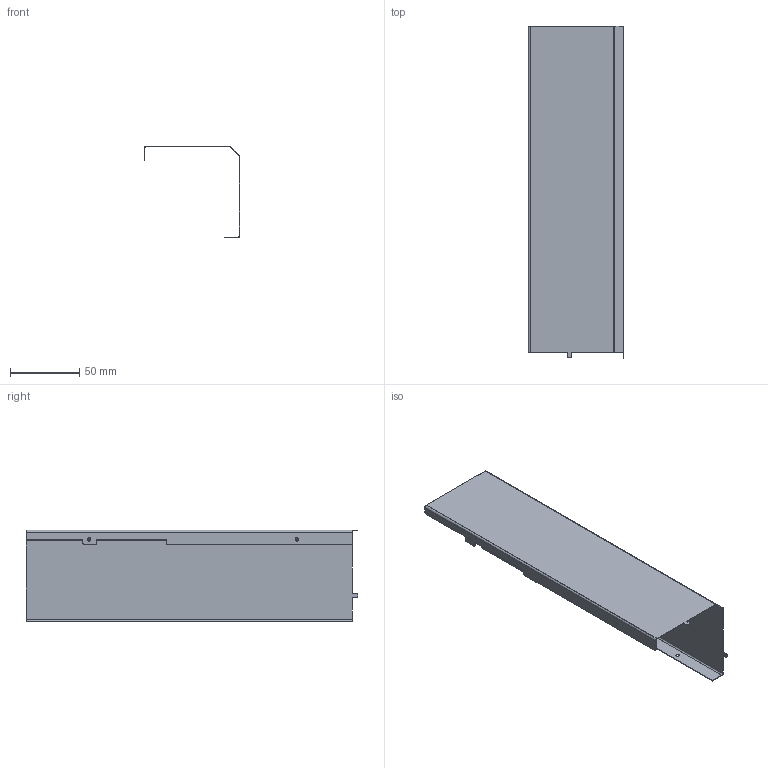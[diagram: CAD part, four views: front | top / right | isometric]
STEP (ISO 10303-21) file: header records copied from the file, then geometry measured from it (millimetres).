
FILE_DESCRIPTION(/* description */ (''),/* implementation_level */ '2;1');
FILE_NAME(/* name */ '2edc7374-c35b-47a0-8455-f7fadb0800a5.stp',/* time_stamp */ '2017-12-21T12:54:44+00:00',/* author */ (''),/* organization */ (''),/* preprocessor_version */ 'ST-DEVELOPER v16.13',/* originating_system */ 'Autodesk Translation Framework v6.5.0.72',/* authorisation */ '');
FILE_SCHEMA (('AUTOMOTIVE_DESIGN { 1 0 10303 214 3 1 1 }'));
Length unit declared in the file: millimetre
Products named in the file (2): MotorShield Left; MotorShield Left_1
Assembly tree (1 placements, depth 2):
  MotorShield Left
    MotorShield Left_1
Bounding box: 69 x 239 x 66 mm (x, y, z)
Volume: 17334.6 mm3; surface area: 70121 mm2
Topology: 1 solids, 1 shells, 53 faces, 155 edges, 104 vertices
Faces by surface type: plane 32, cylinder 21
Full cylindrical faces by diameter (mm): 2.5 x4
Entity records: 1870 total; most frequent: CARTESIAN_POINT 320, ORIENTED_EDGE 314, DIRECTION 313, EDGE_CURVE 157, LINE 115, VECTOR 115, VERTEX_POINT 106, AXIS2_PLACEMENT_3D 99
